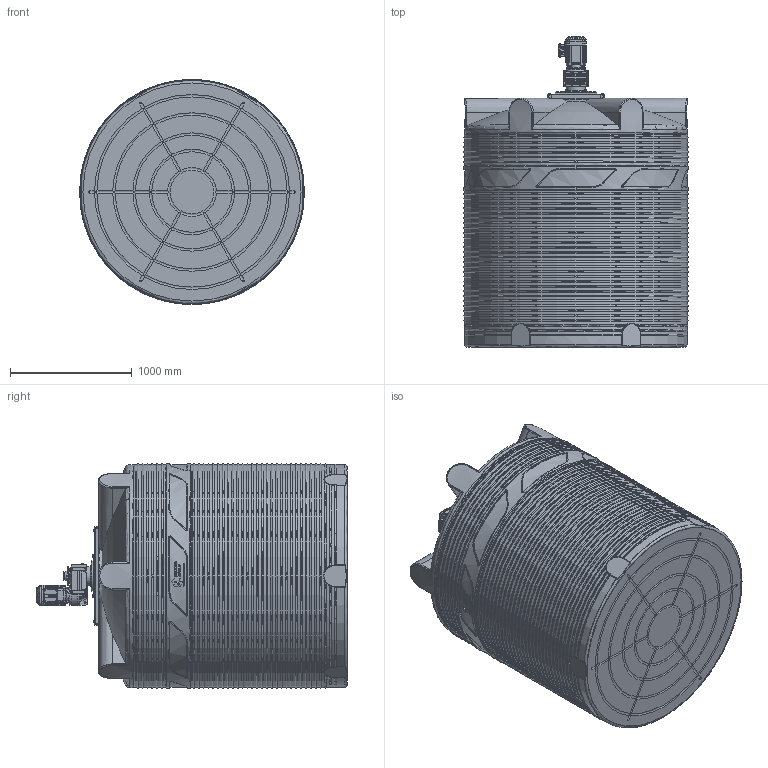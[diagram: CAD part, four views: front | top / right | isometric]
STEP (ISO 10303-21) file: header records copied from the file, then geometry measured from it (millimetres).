
FILE_DESCRIPTION(('STEP AP203'), '1');
FILE_NAME('Êîìïëåêò Ìèêñ V äëÿ V5000 7,5 êÂò', '', ('UNSPECIFIED'), ('UNSPECIFIED'), 'ASCON STEP Converter 1.6', 'ASCON Math Kernel', '');
FILE_SCHEMA(('CONFIG_CONTROL_DESIGN'));
Length unit declared in the file: millimetre
Products named in the file (35): МИКС GMS 00.05.014; МИКС GMS CH 90.12.000-2000; МИКС GMS 67.01.001-01; МИКС GMS CH 90.12.001-2000; МИКС V 10.01.001-01; 009.013.10.005.01; КРМИКС 04.10.000
Assembly tree (97 placements, depth 5):
  (unnamed)
    (unnamed)
      (unnamed)
    (unnamed)
      (unnamed)
        (unnamed)
        МИКС GMS 00.05.014
        МИКС GMS CH 90.12.000-2000
          МИКС GMS 67.01.001-01
          МИКС GMS CH 90.12.001-2000
        (unnamed)  x2
        МИКС V 10.01.001-01
        (unnamed)  x2
        (unnamed)
        (unnamed)
        (unnamed)
        (unnamed)
        (unnamed)
      009.013.10.005.01
      КРМИКС 04.10.000
        (unnamed)
        (unnamed)  x2
        (unnamed)
        (unnamed)  x2
        (unnamed)  x4
      (unnamed)  x4
      (unnamed)  x8
      (unnamed)  x4
      (unnamed)  x4
      (unnamed)  x6
      (unnamed)  x12
      (unnamed)  x6
      (unnamed)  x6
    (unnamed)  x8
    (unnamed)  x8
Bounding box: 1845 x 2546.1 x 1845 mm (x, y, z)
Volume: 122404815.9 mm3; surface area: 39522997.4 mm2
Topology: 100 solids, 104 shells, 3554 faces, 8943 edges, 5740 vertices
Faces by surface type: plane 1698, cylinder 931, bspline 407, cone 248, torus 236, sphere 34
Full cylindrical faces by diameter (mm): 5 x1, 6 x11, 8 x6, 8.376 x6, 8.4 x2, 9 x4, 10 x14, 10.106 x4, 11 x20, 12 x59, 13 x2, 13.5 x16, 13.835 x1, 14 x8, 16 x16, 18 x24, 20 x10, 28 x1, 33.376 x1, 35 x1, 37 x1, 40 x1, 55 x2, 57 x7, 60 x7, 63 x3, 66 x1, 72 x1, 76 x1, 77.9 x1
Entity records: 204628 total; most frequent: CARTESIAN_POINT 105790, ORIENTED_EDGE 13714, DIRECTION 11480, EDGE_CURVE 6857, VERTEX_POINT 4707, AXIS2_PLACEMENT_3D 4327, EDGE_LOOP 3418, FACE_BOUND 3078
